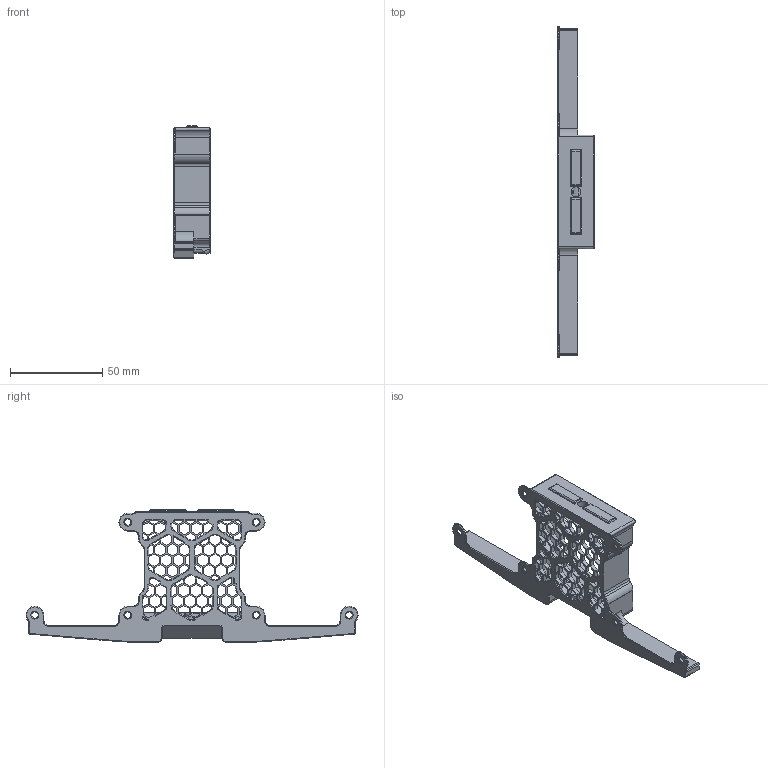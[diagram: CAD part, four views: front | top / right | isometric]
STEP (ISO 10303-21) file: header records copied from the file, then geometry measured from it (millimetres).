
FILE_DESCRIPTION(/* description */ ('Alibre Inc.'),/* implementation_level */ '2;1');
FILE_NAME(/* name */ 'export-78D6159F-DC9F-4411-BE9B-E2EB2337B23F',/* time_stamp */ '2023-05-07T19:49:45-07:00',/* author */ (''),/* organization */ (''),/* preprocessor_version */ 'ST-DEVELOPER v17',/* originating_system */ 'Alibre',/* authorisation */ '');
FILE_SCHEMA (('CONFIG_CONTROL_DESIGN'));
Length unit declared in the file: millimetre
Bounding box: 20 x 180.02 x 72 mm (x, y, z)
Volume: 35686.7 mm3; surface area: 22441.2 mm2
Topology: 1 solids, 1 shells, 1070 faces, 3152 edges, 2022 vertices
Faces by surface type: plane 679, cylinder 190, cone 182, bspline 14, torus 3, extrusion 2
Full cylindrical faces by diameter (mm): 4.7 x1
Entity records: 37191 total; most frequent: CARTESIAN_POINT 9296, ORIENTED_EDGE 6308, DIRECTION 4874, EDGE_CURVE 3154, VECTOR 2355, LINE 2353, VERTEX_POINT 2025, AXIS2_PLACEMENT_3D 1576
